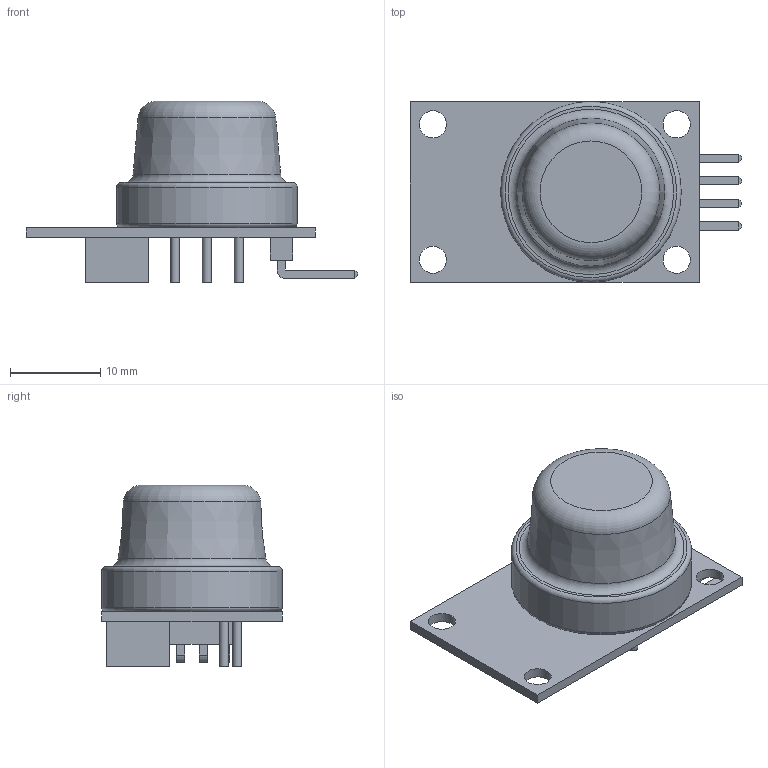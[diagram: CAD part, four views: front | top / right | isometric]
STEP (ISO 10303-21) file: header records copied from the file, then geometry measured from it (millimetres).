
FILE_DESCRIPTION(/* description */ (''),/* implementation_level */ '2;1');
FILE_NAME(/* name */ 'MQ135_sensor.step',/* time_stamp */ '2018-01-27T10:34:37+01:00',/* author */ (''),/* organization */ (''),/* preprocessor_version */ 'ST-DEVELOPER v16.13',/* originating_system */ 'Autodesk Translation Framework v6.5.0.72',/* authorisation */ '');
FILE_SCHEMA (('AUTOMOTIVE_DESIGN { 1 0 10303 214 3 1 1 }'));
Length unit declared in the file: millimetre
Products named in the file (1): MQ135_sensor
Bounding box: 36.7 x 20 x 20.1 mm (x, y, z)
Volume: 4322.4 mm3; surface area: 3304.5 mm2
Topology: 15 solids, 15 shells, 124 faces, 256 edges, 164 vertices
Faces by surface type: plane 102, cylinder 17, torus 4, cone 1
Full cylindrical faces by diameter (mm): 1 x6, 3 x6, 20 x1
Entity records: 3299 total; most frequent: DIRECTION 562, CARTESIAN_POINT 545, ORIENTED_EDGE 512, EDGE_CURVE 256, LINE 200, VECTOR 200, AXIS2_PLACEMENT_3D 181, VERTEX_POINT 164
